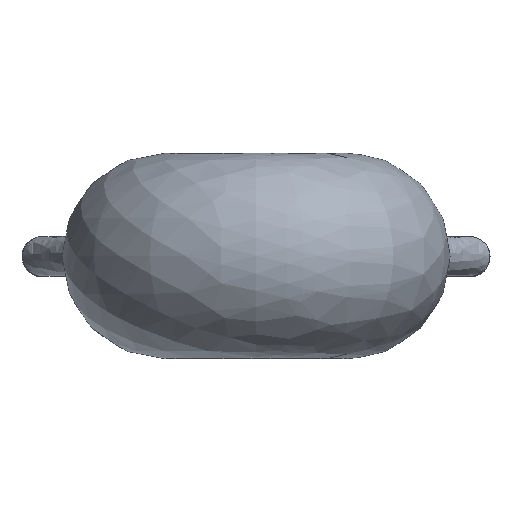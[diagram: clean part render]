
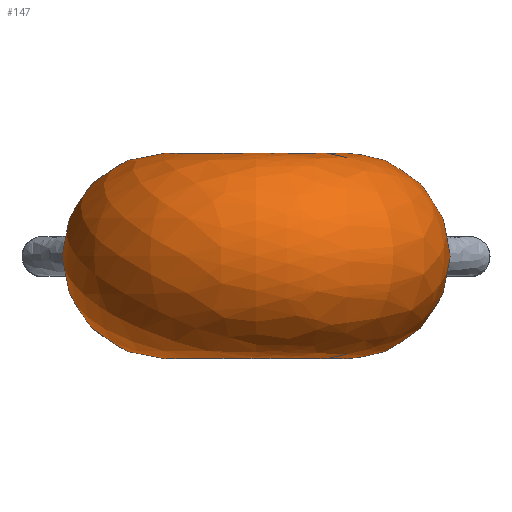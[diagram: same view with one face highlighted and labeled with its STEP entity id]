
A CAD part, top view. The second image highlights one B-rep face of the part: STEP entity #147.
In plain terms, the highlighted free-form (B-spline) face has degree [2, 2] with [5, 9] control points.
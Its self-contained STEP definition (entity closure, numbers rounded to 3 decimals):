
#15=(
BOUNDED_SURFACE()
B_SPLINE_SURFACE(2,2,((#266,#267,#268,#269,#270,#271,#272,#273,#274),(#275,
#276,#277,#278,#279,#280,#281,#282,#283),(#284,#285,#286,#287,#288,#289,
#290,#291,#292),(#293,#294,#295,#296,#297,#298,#299,#300,#301),(#302,#303,
#304,#305,#306,#307,#308,#309,#310)),.UNSPECIFIED.,.F.,.T.,.F.)
B_SPLINE_SURFACE_WITH_KNOTS((3,2,3),(3,2,2,2,3),(-1.571,0.,1.571),
(-3.142,-1.571,0.,1.571,3.142),
 .UNSPECIFIED.)
GEOMETRIC_REPRESENTATION_ITEM()
RATIONAL_B_SPLINE_SURFACE(((1.,0.707,1.,0.707,1.,
0.707,1.,0.707,1.),(0.707,0.5,0.707,
0.5,0.707,0.5,0.707,0.5,0.707),(1.,
0.707,1.,0.707,1.,0.707,1.,0.707,
1.),(0.707,0.5,0.707,0.5,0.707,0.5,
0.707,0.5,0.707),(1.,0.707,1.,0.707,
1.,0.707,1.,0.707,1.)))
REPRESENTATION_ITEM('')
SURFACE()
);
#45=FACE_OUTER_BOUND('',#60,.T.);
#60=EDGE_LOOP('',(#121,#122,#123,#124));
#76=CIRCLE('',#184,0.8);
#77=CIRCLE('',#185,0.8);
#78=CIRCLE('',#186,0.9);
#87=VERTEX_POINT('',#264);
#88=VERTEX_POINT('',#311);
#99=EDGE_CURVE('',#87,#87,#76,.T.);
#100=EDGE_CURVE('',#88,#88,#77,.T.);
#101=EDGE_CURVE('',#88,#87,#78,.T.);
#121=ORIENTED_EDGE('',*,*,#100,.T.);
#122=ORIENTED_EDGE('',*,*,#101,.T.);
#123=ORIENTED_EDGE('',*,*,#99,.T.);
#124=ORIENTED_EDGE('',*,*,#101,.F.);
#147=ADVANCED_FACE('',(#45),#15,.F.);
#184=AXIS2_PLACEMENT_3D('',#265,#222,#223);
#185=AXIS2_PLACEMENT_3D('',#312,#224,#225);
#186=AXIS2_PLACEMENT_3D('',#313,#226,#227);
#222=DIRECTION('center_axis',(0.,-1.,0.));
#223=DIRECTION('ref_axis',(1.,0.,0.));
#224=DIRECTION('center_axis',(0.,1.,0.));
#225=DIRECTION('ref_axis',(1.,0.,0.));
#226=DIRECTION('center_axis',(-1.,0.,0.));
#227=DIRECTION('ref_axis',(0.,0.,1.));
#264=CARTESIAN_POINT('',(1.875,0.9,5.771));
#265=CARTESIAN_POINT('Origin',(1.875,0.9,4.971));
#266=CARTESIAN_POINT('Ctrl Pts',(1.875,0.9,5.771));
#267=CARTESIAN_POINT('Ctrl Pts',(1.075,0.9,5.771));
#268=CARTESIAN_POINT('Ctrl Pts',(1.075,0.9,4.971));
#269=CARTESIAN_POINT('Ctrl Pts',(1.075,0.9,4.171));
#270=CARTESIAN_POINT('Ctrl Pts',(1.875,0.9,4.171));
#271=CARTESIAN_POINT('Ctrl Pts',(2.675,0.9,4.171));
#272=CARTESIAN_POINT('Ctrl Pts',(2.675,0.9,4.971));
#273=CARTESIAN_POINT('Ctrl Pts',(2.675,0.9,5.771));
#274=CARTESIAN_POINT('Ctrl Pts',(1.875,0.9,5.771));
#275=CARTESIAN_POINT('Ctrl Pts',(1.875,0.9,6.671));
#276=CARTESIAN_POINT('Ctrl Pts',(0.175,0.9,6.671));
#277=CARTESIAN_POINT('Ctrl Pts',(0.175,0.9,4.971));
#278=CARTESIAN_POINT('Ctrl Pts',(0.175,0.9,3.271));
#279=CARTESIAN_POINT('Ctrl Pts',(1.875,0.9,3.271));
#280=CARTESIAN_POINT('Ctrl Pts',(3.575,0.9,3.271));
#281=CARTESIAN_POINT('Ctrl Pts',(3.575,0.9,4.971));
#282=CARTESIAN_POINT('Ctrl Pts',(3.575,0.9,6.671));
#283=CARTESIAN_POINT('Ctrl Pts',(1.875,0.9,6.671));
#284=CARTESIAN_POINT('Ctrl Pts',(1.875,0.,6.671));
#285=CARTESIAN_POINT('Ctrl Pts',(0.175,0.,6.671));
#286=CARTESIAN_POINT('Ctrl Pts',(0.175,0.,4.971));
#287=CARTESIAN_POINT('Ctrl Pts',(0.175,0.,3.271));
#288=CARTESIAN_POINT('Ctrl Pts',(1.875,0.,3.271));
#289=CARTESIAN_POINT('Ctrl Pts',(3.575,0.,3.271));
#290=CARTESIAN_POINT('Ctrl Pts',(3.575,0.,4.971));
#291=CARTESIAN_POINT('Ctrl Pts',(3.575,0.,6.671));
#292=CARTESIAN_POINT('Ctrl Pts',(1.875,0.,6.671));
#293=CARTESIAN_POINT('Ctrl Pts',(1.875,-0.9,6.671));
#294=CARTESIAN_POINT('Ctrl Pts',(0.175,-0.9,6.671));
#295=CARTESIAN_POINT('Ctrl Pts',(0.175,-0.9,4.971));
#296=CARTESIAN_POINT('Ctrl Pts',(0.175,-0.9,3.271));
#297=CARTESIAN_POINT('Ctrl Pts',(1.875,-0.9,3.271));
#298=CARTESIAN_POINT('Ctrl Pts',(3.575,-0.9,3.271));
#299=CARTESIAN_POINT('Ctrl Pts',(3.575,-0.9,4.971));
#300=CARTESIAN_POINT('Ctrl Pts',(3.575,-0.9,6.671));
#301=CARTESIAN_POINT('Ctrl Pts',(1.875,-0.9,6.671));
#302=CARTESIAN_POINT('Ctrl Pts',(1.875,-0.9,5.771));
#303=CARTESIAN_POINT('Ctrl Pts',(1.075,-0.9,5.771));
#304=CARTESIAN_POINT('Ctrl Pts',(1.075,-0.9,4.971));
#305=CARTESIAN_POINT('Ctrl Pts',(1.075,-0.9,4.171));
#306=CARTESIAN_POINT('Ctrl Pts',(1.875,-0.9,4.171));
#307=CARTESIAN_POINT('Ctrl Pts',(2.675,-0.9,4.171));
#308=CARTESIAN_POINT('Ctrl Pts',(2.675,-0.9,4.971));
#309=CARTESIAN_POINT('Ctrl Pts',(2.675,-0.9,5.771));
#310=CARTESIAN_POINT('Ctrl Pts',(1.875,-0.9,5.771));
#311=CARTESIAN_POINT('',(1.875,-0.9,5.771));
#312=CARTESIAN_POINT('Origin',(1.875,-0.9,4.971));
#313=CARTESIAN_POINT('Origin',(1.875,0.,5.771));
